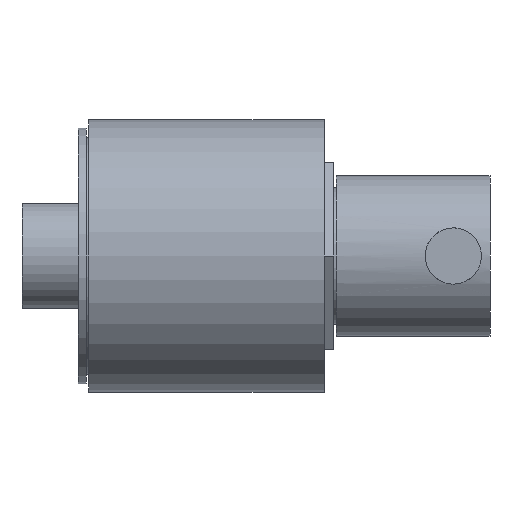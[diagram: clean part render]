
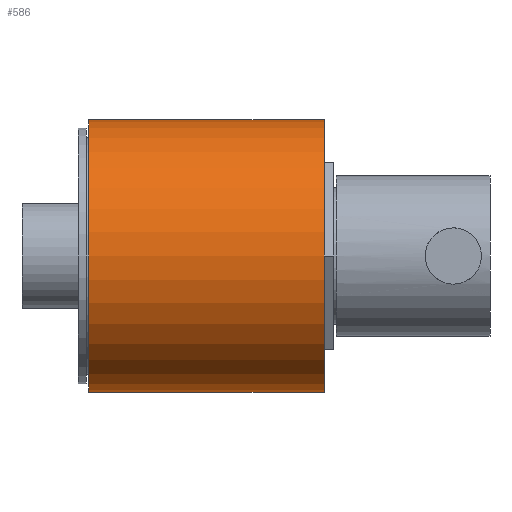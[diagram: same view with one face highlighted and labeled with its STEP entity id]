
A CAD part, left-side view. The second image highlights one B-rep face of the part: STEP entity #586.
In plain terms, the highlighted cylindrical face has radius 25.4 mm (diameter 50.8 mm), a partial arc.
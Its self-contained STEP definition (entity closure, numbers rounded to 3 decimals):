
#26 = VERTEX_POINT ( 'NONE', #801 ) ;
#37 = CIRCLE ( 'NONE', #1035, 25.4 ) ;
#262 = ORIENTED_EDGE ( 'NONE', *, *, #868, .F. ) ;
#275 = CIRCLE ( 'NONE', #1229, 25.4 ) ;
#321 = ORIENTED_EDGE ( 'NONE', *, *, #1088, .T. ) ;
#366 = VERTEX_POINT ( 'NONE', #817 ) ;
#437 = DIRECTION ( 'NONE',  ( 0., 1., 0. ) ) ;
#507 = CARTESIAN_POINT ( 'NONE',  ( 0., 9.4, 0. ) ) ;
#510 = DIRECTION ( 'NONE',  ( 0., 0., -1. ) ) ;
#571 = DIRECTION ( 'NONE',  ( 0., 0., 1. ) ) ;
#586 = ADVANCED_FACE ( 'NONE', ( #1010 ), #893, .T. ) ;
#607 = CARTESIAN_POINT ( 'NONE',  ( 0., 53.32, 25.4 ) ) ;
#672 = CARTESIAN_POINT ( 'NONE',  ( 0., 53.32, -25.4 ) ) ;
#747 = VERTEX_POINT ( 'NONE', #1095 ) ;
#792 = EDGE_CURVE ( 'NONE', #366, #832, #37, .T. ) ;
#801 = CARTESIAN_POINT ( 'NONE',  ( 0., 9.4, 25.4 ) ) ;
#817 = CARTESIAN_POINT ( 'NONE',  ( 0., 53.32, -25.4 ) ) ;
#832 = VERTEX_POINT ( 'NONE', #874 ) ;
#857 = DIRECTION ( 'NONE',  ( 0., 1., 0. ) ) ;
#868 = EDGE_CURVE ( 'NONE', #832, #26, #1654, .T. ) ;
#874 = CARTESIAN_POINT ( 'NONE',  ( 0., 53.32, 25.4 ) ) ;
#893 = CYLINDRICAL_SURFACE ( 'NONE', #1339, 25.4 ) ;
#925 = DIRECTION ( 'NONE',  ( 0., -1., 0. ) ) ;
#937 = EDGE_CURVE ( 'NONE', #747, #26, #275, .T. ) ;
#1010 = FACE_OUTER_BOUND ( 'NONE', #1372, .T. ) ;
#1015 = DIRECTION ( 'NONE',  ( 0., 0., 1. ) ) ;
#1035 = AXIS2_PLACEMENT_3D ( 'NONE', #1617, #437, #571 ) ;
#1088 = EDGE_CURVE ( 'NONE', #366, #747, #1439, .T. ) ;
#1095 = CARTESIAN_POINT ( 'NONE',  ( 0., 9.4, -25.4 ) ) ;
#1153 = CARTESIAN_POINT ( 'NONE',  ( 0., 53.32, 0. ) ) ;
#1229 = AXIS2_PLACEMENT_3D ( 'NONE', #507, #857, #1015 ) ;
#1339 = AXIS2_PLACEMENT_3D ( 'NONE', #1153, #1412, #510 ) ;
#1372 = EDGE_LOOP ( 'NONE', ( #262, #1541, #321, #1626 ) ) ;
#1412 = DIRECTION ( 'NONE',  ( 0., -1., 0. ) ) ;
#1439 = LINE ( 'NONE', #672, #1504 ) ;
#1504 = VECTOR ( 'NONE', #925, 1000. ) ;
#1541 = ORIENTED_EDGE ( 'NONE', *, *, #792, .F. ) ;
#1617 = CARTESIAN_POINT ( 'NONE',  ( 0., 53.32, 0. ) ) ;
#1626 = ORIENTED_EDGE ( 'NONE', *, *, #937, .T. ) ;
#1647 = DIRECTION ( 'NONE',  ( 0., -1., 0. ) ) ;
#1654 = LINE ( 'NONE', #607, #1661 ) ;
#1661 = VECTOR ( 'NONE', #1647, 1000. ) ;
